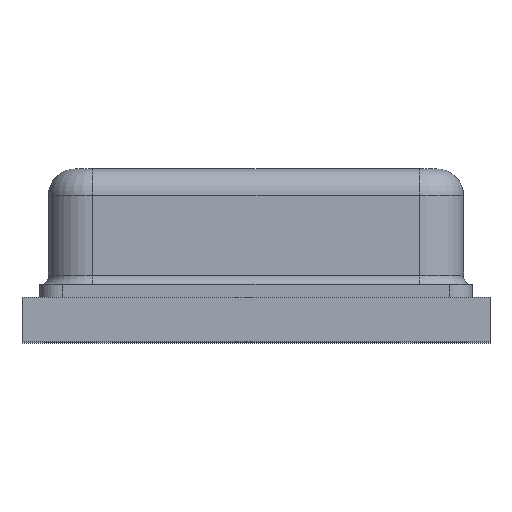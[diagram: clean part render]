
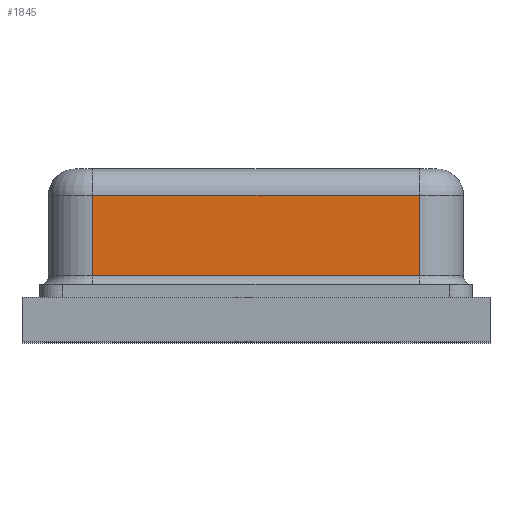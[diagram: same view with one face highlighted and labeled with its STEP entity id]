
A CAD part, top view. The second image highlights one B-rep face of the part: STEP entity #1845.
In plain terms, the highlighted planar face has unit normal (0, 0, 1).
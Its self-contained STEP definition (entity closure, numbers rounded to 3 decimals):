
#30 = EDGE_CURVE ( 'NONE', #2929, #392, #794, .T. ) ;
#51 = DIRECTION ( 'NONE',  ( 0., 0., -1. ) ) ;
#55 = CARTESIAN_POINT ( 'NONE',  ( -0.925, 0.83, 1.6 ) ) ;
#69 = DIRECTION ( 'NONE',  ( -1., 0., 0. ) ) ;
#143 = EDGE_LOOP ( 'NONE', ( #1977, #1898, #1601, #788 ) ) ;
#392 = VERTEX_POINT ( 'NONE', #55 ) ;
#525 = LINE ( 'NONE', #1706, #2893 ) ;
#755 = DIRECTION ( 'NONE',  ( -1., 0., 0. ) ) ;
#788 = ORIENTED_EDGE ( 'NONE', *, *, #3425, .T. ) ;
#794 = LINE ( 'NONE', #1531, #2053 ) ;
#806 = PLANE ( 'NONE',  #1311 ) ;
#1084 = EDGE_CURVE ( 'NONE', #2929, #1425, #3622, .T. ) ;
#1311 = AXIS2_PLACEMENT_3D ( 'NONE', #3388, #51, #755 ) ;
#1319 = VECTOR ( 'NONE', #3093, 1000. ) ;
#1361 = LINE ( 'NONE', #2418, #1319 ) ;
#1425 = VERTEX_POINT ( 'NONE', #3086 ) ;
#1529 = FACE_OUTER_BOUND ( 'NONE', #143, .T. ) ;
#1531 = CARTESIAN_POINT ( 'NONE',  ( -0.925, 0.83, 1.6 ) ) ;
#1601 = ORIENTED_EDGE ( 'NONE', *, *, #2183, .T. ) ;
#1706 = CARTESIAN_POINT ( 'NONE',  ( 0.925, 0.374, 1.6 ) ) ;
#1845 = ADVANCED_FACE ( 'NONE', ( #1529 ), #806, .F. ) ;
#1846 = VERTEX_POINT ( 'NONE', #2742 ) ;
#1898 = ORIENTED_EDGE ( 'NONE', *, *, #30, .T. ) ;
#1977 = ORIENTED_EDGE ( 'NONE', *, *, #1084, .F. ) ;
#2053 = VECTOR ( 'NONE', #69, 1000. ) ;
#2102 = CARTESIAN_POINT ( 'NONE',  ( 0.925, 0.83, 1.6 ) ) ;
#2183 = EDGE_CURVE ( 'NONE', #392, #1846, #1361, .T. ) ;
#2298 = DIRECTION ( 'NONE',  ( 0., -1., 0. ) ) ;
#2418 = CARTESIAN_POINT ( 'NONE',  ( -0.925, 5.93, 1.6 ) ) ;
#2742 = CARTESIAN_POINT ( 'NONE',  ( -0.925, 0.374, 1.6 ) ) ;
#2876 = DIRECTION ( 'NONE',  ( 1., 0., 0. ) ) ;
#2893 = VECTOR ( 'NONE', #2876, 1000. ) ;
#2929 = VERTEX_POINT ( 'NONE', #2102 ) ;
#3086 = CARTESIAN_POINT ( 'NONE',  ( 0.925, 0.374, 1.6 ) ) ;
#3093 = DIRECTION ( 'NONE',  ( 0., -1., 0. ) ) ;
#3388 = CARTESIAN_POINT ( 'NONE',  ( -0.925, 5.93, 1.6 ) ) ;
#3425 = EDGE_CURVE ( 'NONE', #1846, #1425, #525, .T. ) ;
#3480 = CARTESIAN_POINT ( 'NONE',  ( 0.925, 5.93, 1.6 ) ) ;
#3622 = LINE ( 'NONE', #3480, #3637 ) ;
#3637 = VECTOR ( 'NONE', #2298, 1000. ) ;
